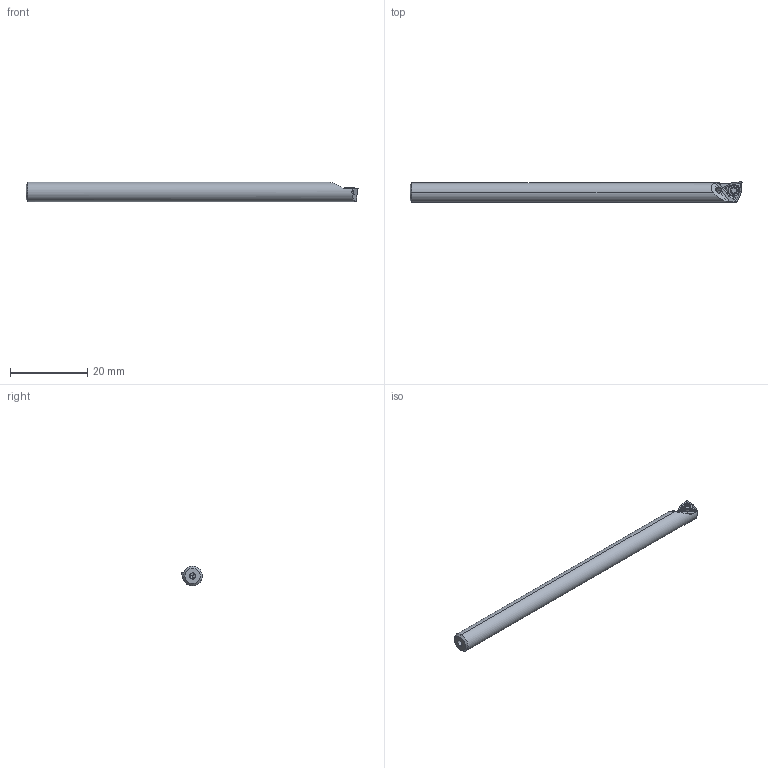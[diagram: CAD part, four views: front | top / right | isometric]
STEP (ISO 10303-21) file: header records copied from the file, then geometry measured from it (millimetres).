
FILE_DESCRIPTION (( 'STEP AP203' ), '1' );
FILE_NAME ('B74.006.002.080.STEP', '2018-02-23T09:52:07', ( 'SWIAdmin' ), ( 'Hewlett-Packard Company' ), 'SwSTEP 2.0', 'SolidWorks 2017', '' );
FILE_SCHEMA (( 'CONFIG_CONTROL_DESIGN' ));
Length unit declared in the file: millimetre
Products named in the file (4): SFS-Torx-M2; B74.006.002.080; B06-WWA.K11.080_A; WCMT020102
Assembly tree (3 placements, depth 2):
  B74.006.002.080
    B06-WWA.K11.080_A
    WCMT020102
    SFS-Torx-M2
Bounding box: 85.99 x 5.32 x 5 mm (x, y, z)
Volume: 1477.5 mm3; surface area: 1853.9 mm2
Topology: 3 solids, 3 shells, 106 faces, 278 edges, 169 vertices
Faces by surface type: plane 36, cylinder 33, cone 27, torus 8, sphere 2
Entity records: 3715 total; most frequent: CARTESIAN_POINT 792, ORIENTED_EDGE 540, DIRECTION 524, EDGE_CURVE 270, AXIS2_PLACEMENT_3D 196, VERTEX_POINT 169, LINE 132, VECTOR 132
